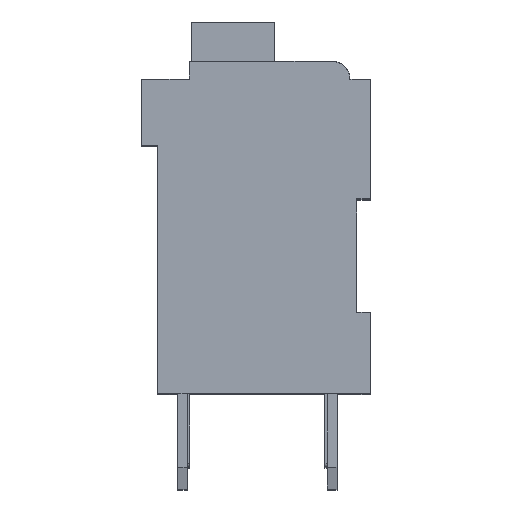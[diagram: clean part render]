
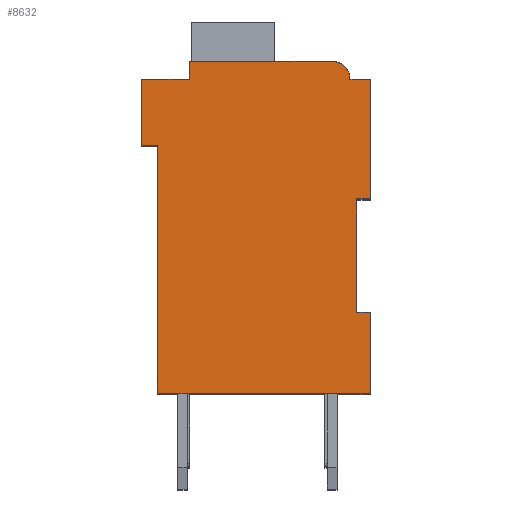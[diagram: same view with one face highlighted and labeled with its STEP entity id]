
A CAD part, top view. The second image highlights one B-rep face of the part: STEP entity #8632.
In plain terms, the highlighted planar face has unit normal (0, 0, 1).
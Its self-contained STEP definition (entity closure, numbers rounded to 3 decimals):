
#1034=DIRECTION('',(1.,0.,0.));
#1035=VECTOR('',#1034,0.5);
#1036=CARTESIAN_POINT('',(7.3,7.15,2.1));
#1037=LINE('',#1036,#1035);
#1038=DIRECTION('',(0.,1.,0.));
#1039=VECTOR('',#1038,4.15);
#1040=CARTESIAN_POINT('',(7.3,3.,2.1));
#1041=LINE('',#1040,#1039);
#1042=DIRECTION('',(-1.,0.,0.));
#1043=VECTOR('',#1042,0.5);
#1044=CARTESIAN_POINT('',(7.8,3.,2.1));
#1045=LINE('',#1044,#1043);
#1046=DIRECTION('',(0.,1.,0.));
#1047=VECTOR('',#1046,3.);
#1048=CARTESIAN_POINT('',(7.8,0.,2.1));
#1049=LINE('',#1048,#1047);
#1050=DIRECTION('',(1.,0.,0.));
#1051=VECTOR('',#1050,7.8);
#1052=CARTESIAN_POINT('',(0.,0.,2.1));
#1053=LINE('',#1052,#1051);
#1054=DIRECTION('',(0.,-1.,0.));
#1055=VECTOR('',#1054,9.1);
#1056=CARTESIAN_POINT('',(0.,9.1,2.1));
#1057=LINE('',#1056,#1055);
#1058=DIRECTION('',(1.,0.,0.));
#1059=VECTOR('',#1058,0.6);
#1060=CARTESIAN_POINT('',(-0.6,9.1,2.1));
#1061=LINE('',#1060,#1059);
#1062=DIRECTION('',(0.,-1.,0.));
#1063=VECTOR('',#1062,2.45);
#1064=CARTESIAN_POINT('',(-0.6,11.55,2.1));
#1065=LINE('',#1064,#1063);
#1066=DIRECTION('',(-1.,0.,0.));
#1067=VECTOR('',#1066,1.75);
#1068=CARTESIAN_POINT('',(1.15,11.55,2.1));
#1069=LINE('',#1068,#1067);
#1070=DIRECTION('',(0.,-1.,0.));
#1071=VECTOR('',#1070,0.65);
#1072=CARTESIAN_POINT('',(1.15,12.2,2.1));
#1073=LINE('',#1072,#1071);
#1074=DIRECTION('',(-1.,0.,0.));
#1075=VECTOR('',#1074,5.25);
#1076=CARTESIAN_POINT('',(6.4,12.2,2.1));
#1077=LINE('',#1076,#1075);
#1078=CARTESIAN_POINT('',(6.4,11.55,2.1));
#1079=DIRECTION('',(0.,0.,1.));
#1080=DIRECTION('',(1.,0.,0.));
#1081=AXIS2_PLACEMENT_3D('',#1078,#1079,#1080);
#1083=DIRECTION('',(-1.,0.,0.));
#1084=VECTOR('',#1083,0.75);
#1085=CARTESIAN_POINT('',(7.8,11.55,2.1));
#1086=LINE('',#1085,#1084);
#1087=DIRECTION('',(0.,1.,0.));
#1088=VECTOR('',#1087,4.4);
#1089=CARTESIAN_POINT('',(7.8,7.15,2.1));
#1090=LINE('',#1089,#1088);
#5743=CARTESIAN_POINT('',(7.3,7.15,2.1));
#5744=CARTESIAN_POINT('',(7.8,7.15,2.1));
#5745=VERTEX_POINT('',#5743);
#5746=VERTEX_POINT('',#5744);
#5747=CARTESIAN_POINT('',(7.8,11.55,2.1));
#5748=VERTEX_POINT('',#5747);
#5749=CARTESIAN_POINT('',(7.05,11.55,2.1));
#5750=VERTEX_POINT('',#5749);
#5751=CARTESIAN_POINT('',(6.4,12.2,2.1));
#5752=VERTEX_POINT('',#5751);
#5753=CARTESIAN_POINT('',(1.15,12.2,2.1));
#5754=VERTEX_POINT('',#5753);
#5755=CARTESIAN_POINT('',(1.15,11.55,2.1));
#5756=VERTEX_POINT('',#5755);
#5757=CARTESIAN_POINT('',(-0.6,11.55,2.1));
#5758=VERTEX_POINT('',#5757);
#5759=CARTESIAN_POINT('',(-0.6,9.1,2.1));
#5760=VERTEX_POINT('',#5759);
#5761=CARTESIAN_POINT('',(0.,9.1,2.1));
#5762=VERTEX_POINT('',#5761);
#5763=CARTESIAN_POINT('',(0.,0.,2.1));
#5764=VERTEX_POINT('',#5763);
#5765=CARTESIAN_POINT('',(7.8,0.,2.1));
#5766=VERTEX_POINT('',#5765);
#5767=CARTESIAN_POINT('',(7.8,3.,2.1));
#5768=VERTEX_POINT('',#5767);
#5769=CARTESIAN_POINT('',(7.3,3.,2.1));
#5770=VERTEX_POINT('',#5769);
#8602=CARTESIAN_POINT('',(0.,0.,2.1));
#8603=DIRECTION('',(0.,0.,1.));
#8604=DIRECTION('',(1.,0.,0.));
#8605=AXIS2_PLACEMENT_3D('',#8602,#8603,#8604);
#8606=PLANE('',#8605);
#8607=ORIENTED_EDGE('',*,*,#7544,.F.);
#8608=ORIENTED_EDGE('',*,*,#7865,.F.);
#8610=ORIENTED_EDGE('',*,*,#8609,.F.);
#8612=ORIENTED_EDGE('',*,*,#8611,.F.);
#8613=ORIENTED_EDGE('',*,*,#8053,.F.);
#8614=ORIENTED_EDGE('',*,*,#7994,.F.);
#8616=ORIENTED_EDGE('',*,*,#8615,.F.);
#8618=ORIENTED_EDGE('',*,*,#8617,.F.);
#8620=ORIENTED_EDGE('',*,*,#8619,.F.);
#8622=ORIENTED_EDGE('',*,*,#8621,.F.);
#8624=ORIENTED_EDGE('',*,*,#8623,.F.);
#8626=ORIENTED_EDGE('',*,*,#8625,.F.);
#8628=ORIENTED_EDGE('',*,*,#8627,.F.);
#8629=ORIENTED_EDGE('',*,*,#7721,.F.);
#8630=EDGE_LOOP('',(#8607,#8608,#8610,#8612,#8613,#8614,#8616,#8618,#8620,#8622,
#8624,#8626,#8628,#8629));
#8631=FACE_OUTER_BOUND('',#8630,.F.);
#1082=CIRCLE('',#1081,0.65);
#7544=EDGE_CURVE('',#5745,#5746,#1037,.T.);
#7721=EDGE_CURVE('',#5746,#5748,#1090,.T.);
#7865=EDGE_CURVE('',#5770,#5745,#1041,.T.);
#7994=EDGE_CURVE('',#5762,#5764,#1057,.T.);
#8053=EDGE_CURVE('',#5764,#5766,#1053,.T.);
#8609=EDGE_CURVE('',#5768,#5770,#1045,.T.);
#8611=EDGE_CURVE('',#5766,#5768,#1049,.T.);
#8615=EDGE_CURVE('',#5760,#5762,#1061,.T.);
#8617=EDGE_CURVE('',#5758,#5760,#1065,.T.);
#8619=EDGE_CURVE('',#5756,#5758,#1069,.T.);
#8621=EDGE_CURVE('',#5754,#5756,#1073,.T.);
#8623=EDGE_CURVE('',#5752,#5754,#1077,.T.);
#8625=EDGE_CURVE('',#5750,#5752,#1082,.T.);
#8627=EDGE_CURVE('',#5748,#5750,#1086,.T.);
#8632=ADVANCED_FACE('',(#8631),#8606,.T.);
